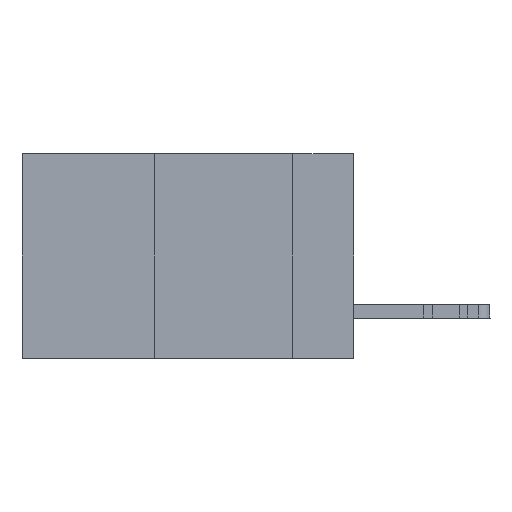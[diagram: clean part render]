
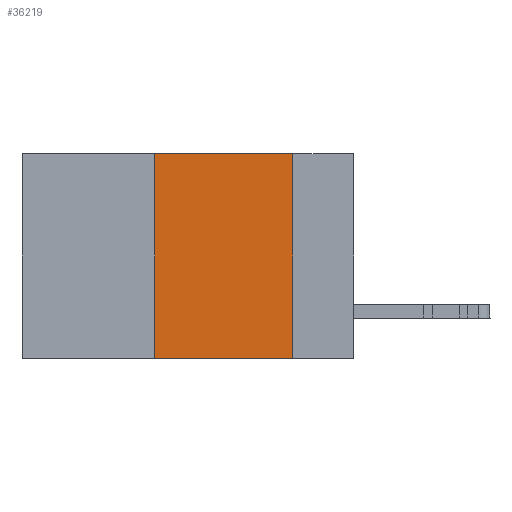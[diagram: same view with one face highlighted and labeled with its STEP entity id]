
A CAD part, left-side view. The second image highlights one B-rep face of the part: STEP entity #36219.
In plain terms, the highlighted planar face has unit normal (-1, 0, 0).
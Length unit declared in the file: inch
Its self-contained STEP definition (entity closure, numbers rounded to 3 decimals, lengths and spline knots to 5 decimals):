
#62 = ORIENTED_EDGE ( 'NONE', *, *, #25599, .T. ) ;
#605 = VERTEX_POINT ( 'NONE', #23341 ) ;
#7874 = VECTOR ( 'NONE', #10852, 39.37008 ) ;
#9986 = EDGE_CURVE ( 'NONE', #18881, #605, #21903, .T. ) ;
#10279 = LINE ( 'NONE', #46614, #39536 ) ;
#10852 = DIRECTION ( 'NONE',  ( 0., -1., 0. ) ) ;
#11016 = CARTESIAN_POINT ( 'NONE',  ( 0., 0.6, -0.37 ) ) ;
#11503 = ORIENTED_EDGE ( 'NONE', *, *, #9986, .F. ) ;
#12210 = DIRECTION ( 'NONE',  ( 1., 0., 0. ) ) ;
#12540 = DIRECTION ( 'NONE',  ( 0., 0., -1. ) ) ;
#15666 = ORIENTED_EDGE ( 'NONE', *, *, #46182, .F. ) ;
#16660 = DIRECTION ( 'NONE',  ( 0., 0., -1. ) ) ;
#17202 = CARTESIAN_POINT ( 'NONE',  ( 0., 0.36, 0. ) ) ;
#18881 = VERTEX_POINT ( 'NONE', #38997 ) ;
#19277 = CARTESIAN_POINT ( 'NONE',  ( 0., 0.36, 0. ) ) ;
#21554 = ORIENTED_EDGE ( 'NONE', *, *, #43448, .F. ) ;
#21903 = LINE ( 'NONE', #36561, #30817 ) ;
#22247 = VERTEX_POINT ( 'NONE', #37120 ) ;
#22280 = FACE_OUTER_BOUND ( 'NONE', #46735, .T. ) ;
#23341 = CARTESIAN_POINT ( 'NONE',  ( 0., 0.11, -0.37 ) ) ;
#24358 = VECTOR ( 'NONE', #24872, 39.37008 ) ;
#24872 = DIRECTION ( 'NONE',  ( 0., 0., 1. ) ) ;
#25599 = EDGE_CURVE ( 'NONE', #22247, #605, #38404, .T. ) ;
#30817 = VECTOR ( 'NONE', #16660, 39.37008 ) ;
#31377 = PLANE ( 'NONE',  #38083 ) ;
#31532 = LINE ( 'NONE', #17202, #24358 ) ;
#31700 = CARTESIAN_POINT ( 'NONE',  ( 0., 0.6, 0. ) ) ;
#32124 = VERTEX_POINT ( 'NONE', #19277 ) ;
#36219 = ADVANCED_FACE ( 'NONE', ( #22280 ), #31377, .F. ) ;
#36561 = CARTESIAN_POINT ( 'NONE',  ( 0., 0.11, 0. ) ) ;
#37120 = CARTESIAN_POINT ( 'NONE',  ( 0., 0.36, -0.37 ) ) ;
#38083 = AXIS2_PLACEMENT_3D ( 'NONE', #31700, #12210, #12540 ) ;
#38404 = LINE ( 'NONE', #11016, #7874 ) ;
#38997 = CARTESIAN_POINT ( 'NONE',  ( 0., 0.11, 0. ) ) ;
#39536 = VECTOR ( 'NONE', #43413, 39.37008 ) ;
#43413 = DIRECTION ( 'NONE',  ( 0., -1., 0. ) ) ;
#43448 = EDGE_CURVE ( 'NONE', #32124, #18881, #10279, .T. ) ;
#46182 = EDGE_CURVE ( 'NONE', #22247, #32124, #31532, .T. ) ;
#46614 = CARTESIAN_POINT ( 'NONE',  ( 0., 0.6, 0. ) ) ;
#46735 = EDGE_LOOP ( 'NONE', ( #11503, #21554, #15666, #62 ) ) ;
